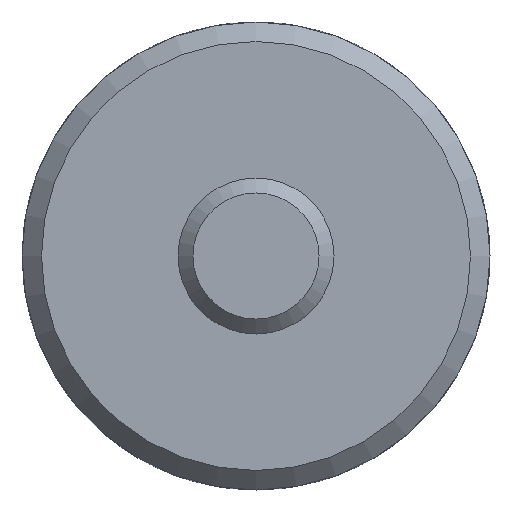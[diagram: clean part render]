
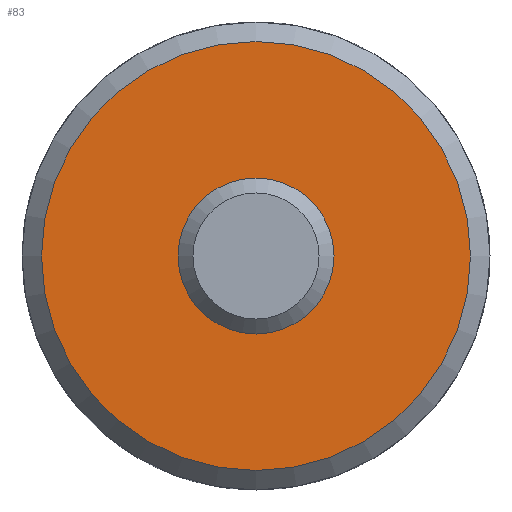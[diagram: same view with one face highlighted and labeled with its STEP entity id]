
A CAD part, front view. The second image highlights one B-rep face of the part: STEP entity #83.
In plain terms, the highlighted planar face has unit normal (0, -1, 0).
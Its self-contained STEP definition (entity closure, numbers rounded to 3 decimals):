
#83 = ADVANCED_FACE( '', ( #188, #189 ), #190, .F. );
#188 = FACE_OUTER_BOUND( '', #306, .T. );
#189 = FACE_BOUND( '', #307, .T. );
#190 = PLANE( '', #308 );
#306 = EDGE_LOOP( '', ( #480 ) );
#307 = EDGE_LOOP( '', ( #481 ) );
#308 = AXIS2_PLACEMENT_3D( '', #482, #483, #484 );
#480 = ORIENTED_EDGE( '', *, *, #586, .F. );
#481 = ORIENTED_EDGE( '', *, *, #639, .T. );
#482 = CARTESIAN_POINT( '', ( -3., 0., 0. ) );
#483 = DIRECTION( '', ( 0., 1., 0. ) );
#484 = DIRECTION( '', ( -1., 0., 0. ) );
#586 = EDGE_CURVE( '', #667, #667, #668, .T. );
#639 = EDGE_CURVE( '', #751, #751, #752, .T. );
#667 = VERTEX_POINT( '', #782 );
#668 = CIRCLE( '', #783, 11. );
#751 = VERTEX_POINT( '', #887 );
#752 = CIRCLE( '', #888, 3. );
#782 = CARTESIAN_POINT( '', ( -11., 0., 0. ) );
#783 = AXIS2_PLACEMENT_3D( '', #921, #922, #923 );
#887 = CARTESIAN_POINT( '', ( -3., 0., 0. ) );
#888 = AXIS2_PLACEMENT_3D( '', #999, #1000, #1001 );
#921 = CARTESIAN_POINT( '', ( 0., 0., 0. ) );
#922 = DIRECTION( '', ( 0., 1., 0. ) );
#923 = DIRECTION( '', ( -1., 0., 0. ) );
#999 = CARTESIAN_POINT( '', ( 0., 0., 0. ) );
#1000 = DIRECTION( '', ( 0., 1., 0. ) );
#1001 = DIRECTION( '', ( -1., 0., 0. ) );
